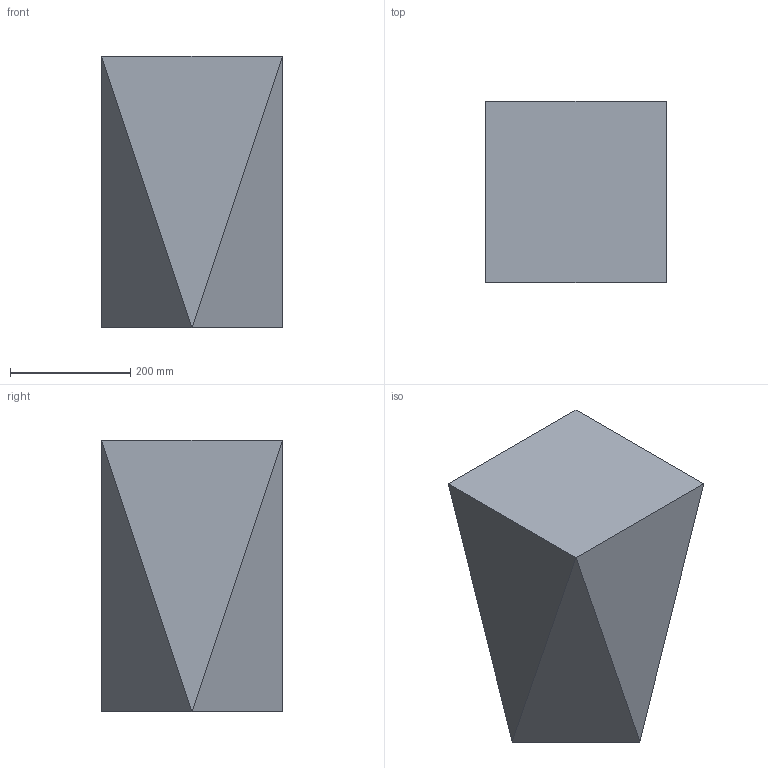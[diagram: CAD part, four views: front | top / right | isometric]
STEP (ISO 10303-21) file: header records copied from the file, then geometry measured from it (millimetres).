
FILE_DESCRIPTION(/* description */ (''),/* implementation_level */ '2;1');
FILE_NAME(/* name */ 'tav. 43',/* time_stamp */ '2013-07-16T12:38:40+02:00',/* author */ (''),/* organization */ (''),/* preprocessor_version */ 'ST-DEVELOPER v10',/* originating_system */ '',/* authorisation */ '');
FILE_SCHEMA (('CONFIG_CONTROL_DESIGN'));
Length unit declared in the file: millimetre
Products named in the file (1): 1
Bounding box: 300 x 300 x 450 mm (x, y, z)
Volume: 33750000 mm3; surface area: 601150.5 mm2
Topology: 1 solids, 1 shells, 10 faces, 16 edges, 8 vertices
Faces by surface type: bspline 10
Entity records: 286 total; most frequent: CARTESIAN_POINT 82, ORIENTED_EDGE 32, EDGE_CURVE 16, B_SPLINE_CURVE_WITH_KNOTS 16, ADVANCED_FACE 10, FACE_OUTER_BOUND 10, EDGE_LOOP 10, B_SPLINE_SURFACE_WITH_KNOTS 10
